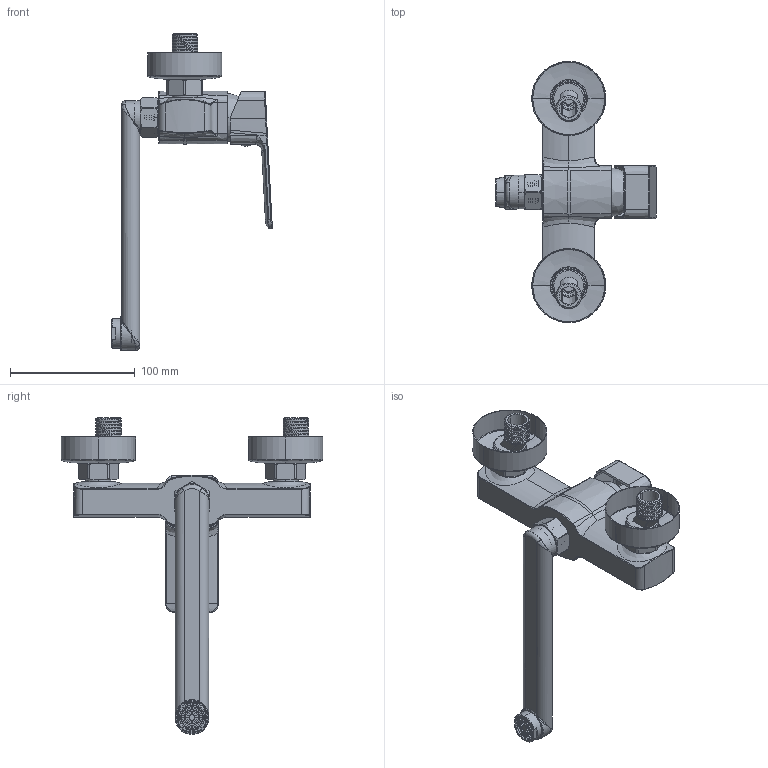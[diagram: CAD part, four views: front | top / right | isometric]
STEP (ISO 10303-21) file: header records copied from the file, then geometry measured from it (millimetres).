
FILE_DESCRIPTION(/* description */ (''),/* implementation_level */ '2;1');
FILE_NAME(/* name */ 'BLO_050M.stp',/* time_stamp */ '2022-07-03T17:15:00+08:00',/* author */ (''),/* organization */ (''),/* preprocessor_version */ 'ST-DEVELOPER v16',/* originating_system */ 'SIEMENS PLM Software NX 10.0',/* authorisation */ '');
FILE_SCHEMA (('AP203_CONFIGURATION_CONTROLLED_3D_DESIGN_OF_MECHANICAL_PARTS_AND_ASSEMBLIES_MIM_LF { 1 0 10303 403 2 1 2}'));
Products named in the file (1): Admi776CD82Ffl35
Bounding box: 128.96 x 209.5 x 253.9 mm (x, y, z)
Volume: 185418.2 mm3; surface area: 192083.9 mm2
Topology: 31 solids, 31 shells, 2513 faces, 6056 edges, 3770 vertices
Faces by surface type: cylinder 969, plane 697, bspline 571, cone 140, torus 97, sphere 39
Full cylindrical faces by diameter (mm): 4.2 x1, 5.3 x2, 6.8 x1, 7 x3, 16.5 x2, 18.8 x2, 22.5 x1, 24.5 x1, 35.8 x2
Entity records: 117904 total; most frequent: CARTESIAN_POINT 64119, ORIENTED_EDGE 11962, DIRECTION 9779, EDGE_CURVE 5981, AXIS2_PLACEMENT_3D 3902, VERTEX_POINT 3766, EDGE_LOOP 2833, ADVANCED_FACE 2513
